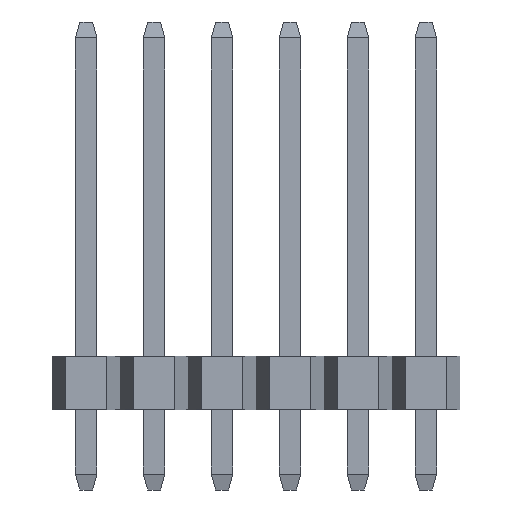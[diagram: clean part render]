
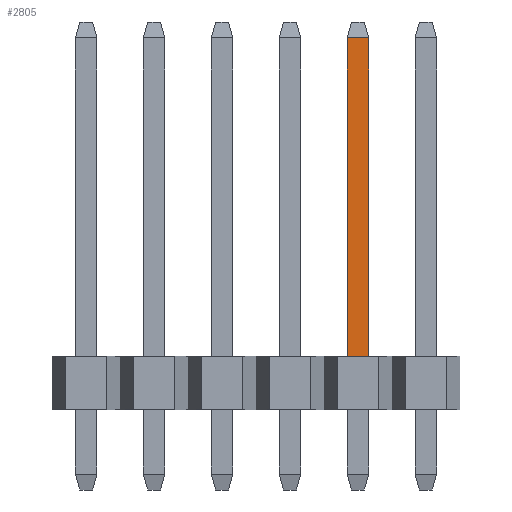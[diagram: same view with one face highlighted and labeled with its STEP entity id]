
A CAD part, front view. The second image highlights one B-rep face of the part: STEP entity #2805.
In plain terms, the highlighted planar face has unit normal (0, -1, 0).
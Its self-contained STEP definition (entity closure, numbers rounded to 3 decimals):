
#163 = ORIENTED_EDGE ( 'NONE', *, *, #1464, .T. ) ;
#496 = ORIENTED_EDGE ( 'NONE', *, *, #1657, .T. ) ;
#589 = VERTEX_POINT ( 'NONE', #2519 ) ;
#639 = CARTESIAN_POINT ( 'NONE',  ( -6.785, -0.2, -1.5 ) ) ;
#802 = CARTESIAN_POINT ( 'NONE',  ( -7.185, -0.2, -1.5 ) ) ;
#883 = CARTESIAN_POINT ( 'NONE',  ( -7.185, -0.2, 1. ) ) ;
#1061 = FACE_OUTER_BOUND ( 'NONE', #3387, .T. ) ;
#1077 = CARTESIAN_POINT ( 'NONE',  ( -7.185, -0.2, 1. ) ) ;
#1084 = CARTESIAN_POINT ( 'NONE',  ( -7.185, -0.2, -1.5 ) ) ;
#1293 = VECTOR ( 'NONE', #3027, 1000. ) ;
#1297 = DIRECTION ( 'NONE',  ( 0., 0., 1. ) ) ;
#1464 = EDGE_CURVE ( 'NONE', #2547, #2224, #2079, .T. ) ;
#1657 = EDGE_CURVE ( 'NONE', #589, #2547, #3826, .T. ) ;
#1828 = DIRECTION ( 'NONE',  ( 1., 0., 0. ) ) ;
#2079 = LINE ( 'NONE', #3697, #3508 ) ;
#2224 = VERTEX_POINT ( 'NONE', #3112 ) ;
#2326 = PLANE ( 'NONE',  #3567 ) ;
#2344 = CARTESIAN_POINT ( 'NONE',  ( -6.785, -0.2, 6.951 ) ) ;
#2475 = LINE ( 'NONE', #883, #3645 ) ;
#2519 = CARTESIAN_POINT ( 'NONE',  ( -6.785, -0.2, 1. ) ) ;
#2547 = VERTEX_POINT ( 'NONE', #2344 ) ;
#2555 = EDGE_CURVE ( 'NONE', #3593, #2224, #2671, .T. ) ;
#2671 = LINE ( 'NONE', #802, #1293 ) ;
#2791 = DIRECTION ( 'NONE',  ( 0., 1., 0. ) ) ;
#2805 = ADVANCED_FACE ( 'NONE', ( #1061 ), #2326, .F. ) ;
#3027 = DIRECTION ( 'NONE',  ( 0., 0., 1. ) ) ;
#3097 = DIRECTION ( 'NONE',  ( -1., 0., 0. ) ) ;
#3105 = EDGE_CURVE ( 'NONE', #3593, #589, #2475, .T. ) ;
#3112 = CARTESIAN_POINT ( 'NONE',  ( -7.185, -0.2, 6.951 ) ) ;
#3172 = VECTOR ( 'NONE', #1297, 1000. ) ;
#3204 = ORIENTED_EDGE ( 'NONE', *, *, #3105, .T. ) ;
#3376 = DIRECTION ( 'NONE',  ( -1., 0., 0. ) ) ;
#3387 = EDGE_LOOP ( 'NONE', ( #4155, #3204, #496, #163 ) ) ;
#3508 = VECTOR ( 'NONE', #3376, 1000. ) ;
#3567 = AXIS2_PLACEMENT_3D ( 'NONE', #1084, #2791, #3097 ) ;
#3593 = VERTEX_POINT ( 'NONE', #1077 ) ;
#3645 = VECTOR ( 'NONE', #1828, 1000. ) ;
#3697 = CARTESIAN_POINT ( 'NONE',  ( -7.185, -0.2, 6.951 ) ) ;
#3826 = LINE ( 'NONE', #639, #3172 ) ;
#4155 = ORIENTED_EDGE ( 'NONE', *, *, #2555, .F. ) ;
